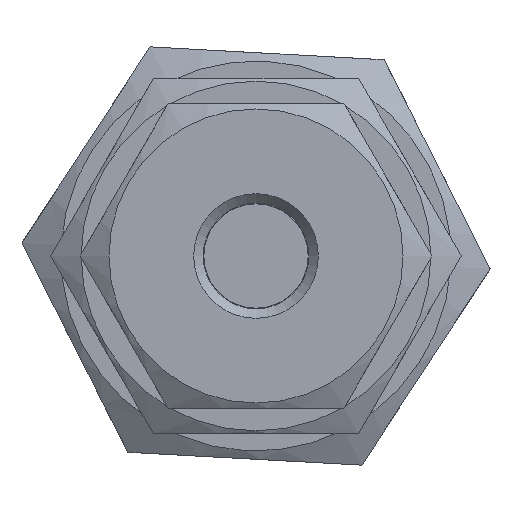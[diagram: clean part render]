
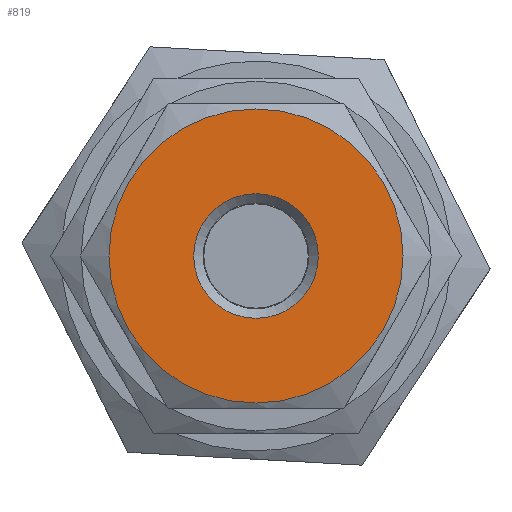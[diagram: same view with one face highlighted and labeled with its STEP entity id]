
A CAD part, left-side view. The second image highlights one B-rep face of the part: STEP entity #819.
In plain terms, the highlighted planar face has unit normal (-1, 0, 0).
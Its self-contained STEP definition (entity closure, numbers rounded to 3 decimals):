
#792=CARTESIAN_POINT('',(-11.044,-7.72,-3.395));
#793=DIRECTION('',(-1.0,0.0,0.0));
#794=DIRECTION('',(0.0,0.0,-1.0));
#795=AXIS2_PLACEMENT_3D('',#792,#793,#794);
#796=PLANE('',#795);
#797=CARTESIAN_POINT('',(-11.044,-10.02,-3.395));
#798=VERTEX_POINT('',#797);
#799=CARTESIAN_POINT('',(-11.044,-5.42,-3.395));
#800=DIRECTION('',(1.0,0.0,0.0));
#801=DIRECTION('',(0.0,-1.0,0.0));
#802=AXIS2_PLACEMENT_3D('',#799,#800,#801);
#803=CIRCLE('',#802,4.6);
#804=EDGE_CURVE('',#798,#798,#803,.T.);
#805=ORIENTED_EDGE('',*,*,#804,.F.);
#806=EDGE_LOOP('',(#805));
#807=FACE_OUTER_BOUND('',#806,.T.);
#808=CARTESIAN_POINT('',(-11.044,-3.47,-3.395));
#809=VERTEX_POINT('',#808);
#810=CARTESIAN_POINT('',(-11.044,-5.42,-3.395));
#811=DIRECTION('',(-1.0,0.0,0.0));
#812=DIRECTION('',(0.0,-1.0,0.0));
#813=AXIS2_PLACEMENT_3D('',#810,#811,#812);
#814=CIRCLE('',#813,1.95);
#815=EDGE_CURVE('',#809,#809,#814,.T.);
#816=ORIENTED_EDGE('',*,*,#815,.F.);
#817=EDGE_LOOP('',(#816));
#818=FACE_BOUND('',#817,.T.);
#819=ADVANCED_FACE('',(#807,#818),#796,.T.);
